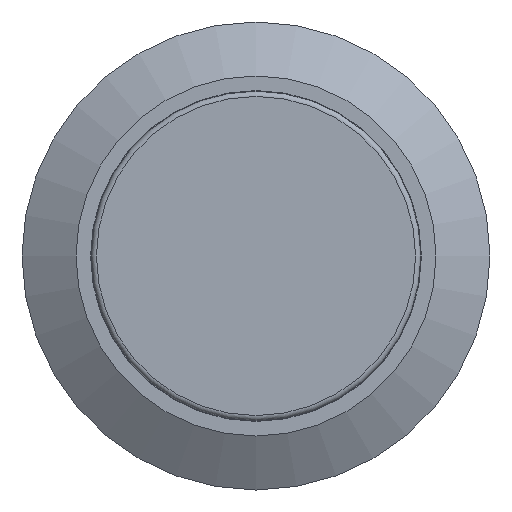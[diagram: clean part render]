
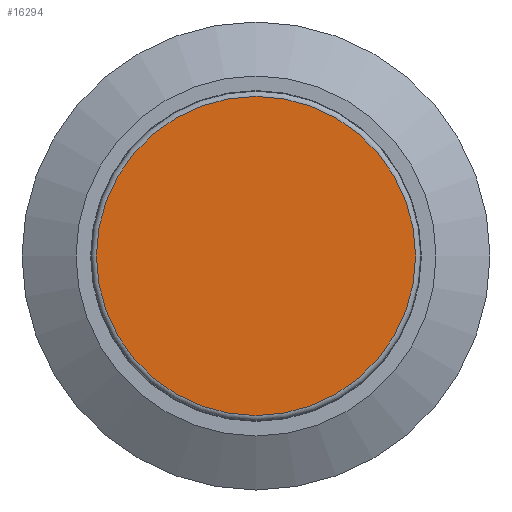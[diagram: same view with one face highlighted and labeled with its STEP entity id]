
A CAD part, left-side view. The second image highlights one B-rep face of the part: STEP entity #16294.
In plain terms, the highlighted planar face has unit normal (-1, 0, 0).
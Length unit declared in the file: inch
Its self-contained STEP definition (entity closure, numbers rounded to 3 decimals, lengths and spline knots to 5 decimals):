
#16254=CARTESIAN_POINT('',(-0.07874,0.0,-0.29528));
#16255=VERTEX_POINT('',#16254);
#16256=CARTESIAN_POINT('',(-0.07874,0.0,0.0));
#16257=DIRECTION('',(1.0,0.0,0.0));
#16258=DIRECTION('',(0.0,0.0,1.0));
#16259=AXIS2_PLACEMENT_3D('',#16256,#16257,#16258);
#16260=CIRCLE('',#16259,0.29528);
#16261=EDGE_CURVE('',#16255,#16255,#16260,.T.);
#16286=CARTESIAN_POINT('',(-0.07874,0.3248,-0.3248));
#16287=DIRECTION('',(1.0,0.0,0.0));
#16288=DIRECTION('',(0.0,0.0,-1.0));
#16289=AXIS2_PLACEMENT_3D('',#16286,#16287,#16288);
#16290=PLANE('',#16289);
#16291=ORIENTED_EDGE('',*,*,#16261,.F.);
#16292=EDGE_LOOP('',(#16291));
#16293=FACE_OUTER_BOUND('',#16292,.T.);
#16294=ADVANCED_FACE('',(#16293),#16290,.F.);
